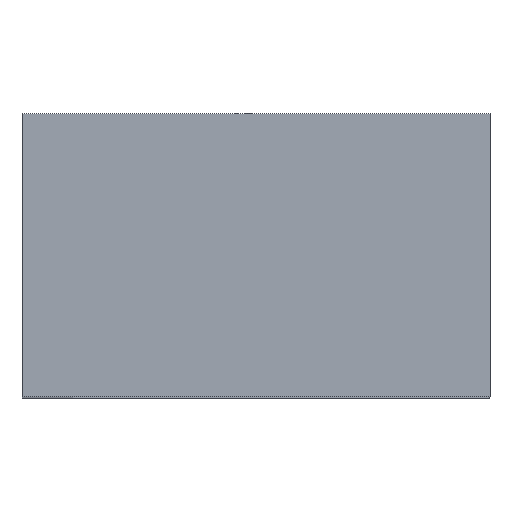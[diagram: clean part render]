
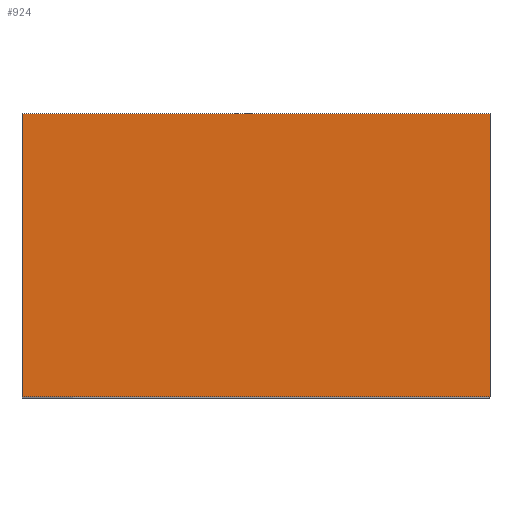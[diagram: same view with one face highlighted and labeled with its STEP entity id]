
A CAD part, top view. The second image highlights one B-rep face of the part: STEP entity #924.
In plain terms, the highlighted planar face has unit normal (0, 0, 1).
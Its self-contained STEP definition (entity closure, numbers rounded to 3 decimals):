
#1 = PLANE ( 'NONE',  #697 ) ;
#63 = CARTESIAN_POINT ( 'NONE',  ( -36.75, 0., 55.72 ) ) ;
#75 = DIRECTION ( 'NONE',  ( 0., -1., 0. ) ) ;
#85 = FACE_OUTER_BOUND ( 'NONE', #933, .T. ) ;
#100 = ORIENTED_EDGE ( 'NONE', *, *, #395, .F. ) ;
#131 = VERTEX_POINT ( 'NONE', #149 ) ;
#133 = CARTESIAN_POINT ( 'NONE',  ( 0., 0., 55.72 ) ) ;
#149 = CARTESIAN_POINT ( 'NONE',  ( 0., 22.225, 55.72 ) ) ;
#152 = CARTESIAN_POINT ( 'NONE',  ( -36.75, 19.05, 55.72 ) ) ;
#156 = CARTESIAN_POINT ( 'NONE',  ( 0., 19.05, 55.72 ) ) ;
#221 = DIRECTION ( 'NONE',  ( 1., 0., 0. ) ) ;
#300 = VECTOR ( 'NONE', #75, 1000. ) ;
#315 = DIRECTION ( 'NONE',  ( 0., 0., 1. ) ) ;
#349 = EDGE_CURVE ( 'NONE', #719, #392, #410, .T. ) ;
#367 = LINE ( 'NONE', #819, #891 ) ;
#388 = VECTOR ( 'NONE', #1001, 1000. ) ;
#392 = VERTEX_POINT ( 'NONE', #63 ) ;
#395 = EDGE_CURVE ( 'NONE', #131, #719, #921, .T. ) ;
#410 = LINE ( 'NONE', #133, #536 ) ;
#495 = EDGE_CURVE ( 'NONE', #566, #392, #530, .T. ) ;
#522 = EDGE_CURVE ( 'NONE', #566, #131, #367, .T. ) ;
#530 = LINE ( 'NONE', #152, #388 ) ;
#536 = VECTOR ( 'NONE', #661, 1000. ) ;
#566 = VERTEX_POINT ( 'NONE', #704 ) ;
#661 = DIRECTION ( 'NONE',  ( -1., 0., 0. ) ) ;
#691 = DIRECTION ( 'NONE',  ( 1., 0., 0. ) ) ;
#697 = AXIS2_PLACEMENT_3D ( 'NONE', #931, #315, #691 ) ;
#704 = CARTESIAN_POINT ( 'NONE',  ( -36.75, 22.225, 55.72 ) ) ;
#719 = VERTEX_POINT ( 'NONE', #990 ) ;
#819 = CARTESIAN_POINT ( 'NONE',  ( 0., 22.225, 55.72 ) ) ;
#821 = ORIENTED_EDGE ( 'NONE', *, *, #522, .F. ) ;
#891 = VECTOR ( 'NONE', #221, 1000. ) ;
#899 = ORIENTED_EDGE ( 'NONE', *, *, #349, .F. ) ;
#921 = LINE ( 'NONE', #156, #300 ) ;
#923 = ORIENTED_EDGE ( 'NONE', *, *, #495, .T. ) ;
#924 = ADVANCED_FACE ( 'NONE', ( #85 ), #1, .T. ) ;
#931 = CARTESIAN_POINT ( 'NONE',  ( 0., 19.05, 55.72 ) ) ;
#933 = EDGE_LOOP ( 'NONE', ( #899, #100, #821, #923 ) ) ;
#990 = CARTESIAN_POINT ( 'NONE',  ( 0., 0., 55.72 ) ) ;
#1001 = DIRECTION ( 'NONE',  ( 0., -1., 0. ) ) ;
